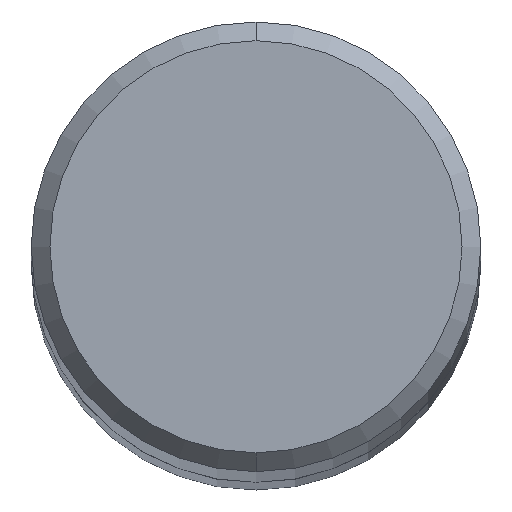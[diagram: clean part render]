
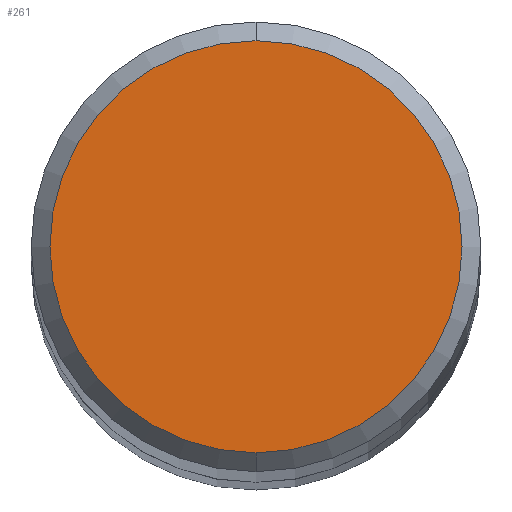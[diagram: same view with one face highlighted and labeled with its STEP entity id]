
A CAD part, top view. The second image highlights one B-rep face of the part: STEP entity #261.
In plain terms, the highlighted planar face has unit normal (0, 0, 1).
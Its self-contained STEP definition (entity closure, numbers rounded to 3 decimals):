
#171=VERTEX_POINT('',#447);
#209=EDGE_CURVE('',#171,#293,#489,.T.);
#261=ADVANCED_FACE('',(#543),#544,.T.);
#293=VERTEX_POINT('',#581);
#403=EDGE_CURVE('',#293,#171,#703,.T.);
#447=CARTESIAN_POINT('',(0.0,1.1,0.0));
#489=CIRCLE('',#833,1.1);
#543=FACE_OUTER_BOUND('',#985,.T.);
#544=PLANE('',#986);
#581=CARTESIAN_POINT('',(0.,-1.1,0.0));
#703=CIRCLE('',#1269,1.1);
#833=AXIS2_PLACEMENT_3D('',#1363,#1364,#1365);
#985=EDGE_LOOP('',(#1401,#1402));
#986=AXIS2_PLACEMENT_3D('',#1403,#1404,#1405);
#1269=AXIS2_PLACEMENT_3D('',#1608,#1609,#1610);
#1363=CARTESIAN_POINT('',(0.0,0.0,0.0));
#1364=DIRECTION('',(0.0,0.0,-1.0));
#1365=DIRECTION('',(0.0,1.0,0.0));
#1401=ORIENTED_EDGE('',*,*,#209,.F.);
#1402=ORIENTED_EDGE('',*,*,#403,.F.);
#1403=CARTESIAN_POINT('',(0.0,0.55,0.0));
#1404=DIRECTION('',(-0.0,0.0,1.0));
#1405=DIRECTION('',(0.0,-1.0,0.0));
#1608=CARTESIAN_POINT('',(0.0,0.0,0.0));
#1609=DIRECTION('',(0.0,0.0,-1.0));
#1610=DIRECTION('',(0.0,1.0,0.0));
